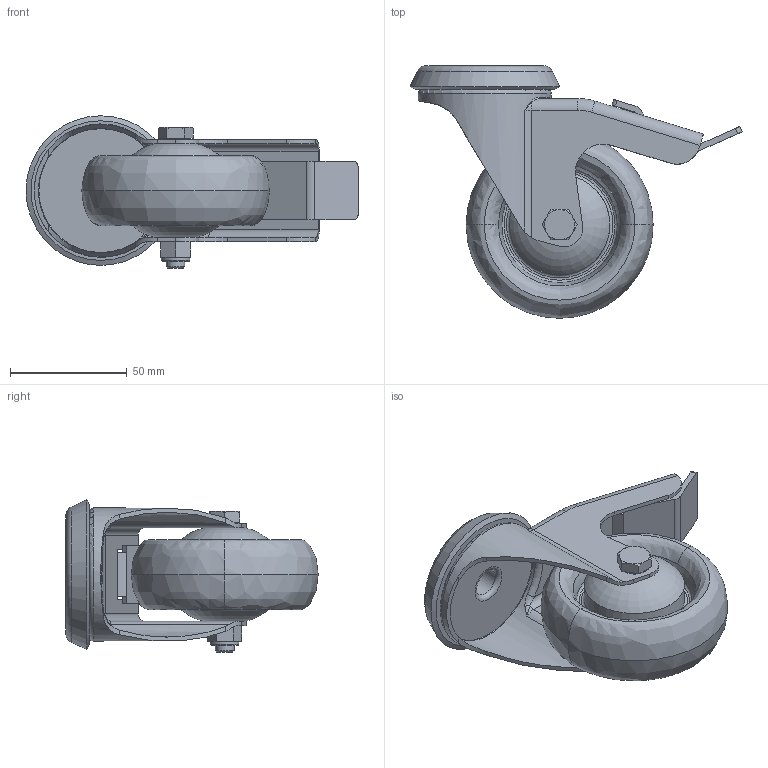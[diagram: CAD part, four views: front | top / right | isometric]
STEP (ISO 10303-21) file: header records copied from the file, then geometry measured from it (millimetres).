
FILE_DESCRIPTION (( 'STEP AP203' ), '1' );
FILE_NAME ('0030132K_RFL_PSKI_080_KOBDS-N.stp', '2012-01-03T12:49:51', ( ' ' ), ( '' ), 'SwSTEP 2.0', 'SolidWorks 2011', '' );
FILE_SCHEMA (( 'CONFIG_CONTROL_DESIGN' ));
Length unit declared in the file: millimetre
Products named in the file (1): 0030132K_RFL_PSKI_080_KOBDS-N
Bounding box: 142 x 108 x 65.2 mm (x, y, z)
Volume: 174233.6 mm3; surface area: 84794.7 mm2
Topology: 8 solids, 10 shells, 235 faces, 524 edges, 322 vertices
Faces by surface type: plane 94, cylinder 62, torus 41, cone 22, bspline 16
Full cylindrical faces by diameter (mm): 6.647 x1, 8 x3, 8.3 x2, 12.2 x2, 13 x1, 15 x3, 21 x4, 21.5 x1, 29 x6, 33 x2, 35 x2, 53.4 x1, 57 x1
Entity records: 6539 total; most frequent: CARTESIAN_POINT 1636, DIRECTION 1024, ORIENTED_EDGE 864, EDGE_CURVE 432, AXIS2_PLACEMENT_3D 426, EDGE_LOOP 352, VERTEX_POINT 310, FACE_OUTER_BOUND 295
